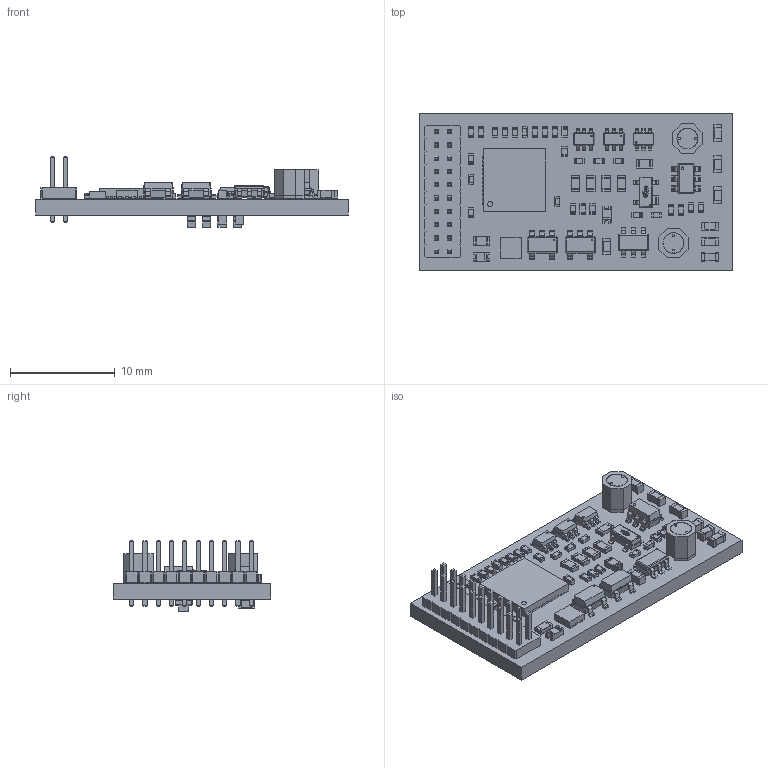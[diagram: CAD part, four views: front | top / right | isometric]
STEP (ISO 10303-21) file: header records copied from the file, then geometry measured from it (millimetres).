
FILE_DESCRIPTION(('KiCad electronic assembly'),'2;1');
FILE_NAME('D99.step','2025-10-19T14:35:01',('Pcbnew'),('Kicad'), 'Open CASCADE STEP processor 7.9','KiCad to STEP converter','Unknown' );
FILE_SCHEMA(('AUTOMOTIVE_DESIGN { 1 0 10303 214 1 1 1 1 }'));
Length unit declared in the file: millimetre
Products named in the file (31): D99 1; C_0402_1005Metric; SOT-363_SC-70-6; R_0402_1005Metric; C_0603_1608Metric; R_0603_1608Metric; SOT-23-6; UQFN-48-1EP_6x6mm_P0.4mm_EP4.45x4.45mm; SOT-23-5; PinHeader_2x10_P1.27mm_Vertical; D_0603_1608Metric; TPS560430YFQDBVRQ1; BODY-SOT; LEAD-SOT; 744025100; BAS3007ARPPE6327HTSA1; BAS70-07E6327; Infineon_Logo_1.4mm-LAPTOP-NQA1DCQ3; TPS2552DRVT; BODY-SON; FRAME-DRV0006B; SOLID; PIN1-ID; LED_0603_1608Metric; D99_PCB
Assembly tree (81 placements, depth 4):
  D99 1
    C_0402_1005Metric  x4
    SOT-363_SC-70-6  x3
    R_0402_1005Metric  x23
    C_0603_1608Metric  x9
    R_0603_1608Metric  x6
    SOT-23-6
    UQFN-48-1EP_6x6mm_P0.4mm_EP4.45x4.45mm
    SOT-23-5  x2
    PinHeader_2x10_P1.27mm_Vertical
    D_0603_1608Metric  x2
    TPS560430YFQDBVRQ1
      BODY-SOT
      LEAD-SOT  x6
    744025100  x2
    BAS3007ARPPE6327HTSA1
      BAS70-07E6327
      Infineon_Logo_1.4mm-LAPTOP-NQA1DCQ3
    TPS2552DRVT
      BODY-SON
      FRAME-DRV0006B
        SOLID
        SOLID
        SOLID
        SOLID
        SOLID
        SOLID
        SOLID
      PIN1-ID
    LED_0603_1608Metric  x4
    D99_PCB
Bounding box: 29.84 x 15.04 x 6.78 mm (x, y, z)
Volume: 855.2 mm3; surface area: 1933 mm2
Topology: 96 solids, 96 shells, 3389 faces, 8763 edges, 5652 vertices
Faces by surface type: plane 2428, cylinder 766, bspline 179, sphere 16
Full cylindrical faces by diameter (mm): 0.5 x1, 0.65 x20
Entity records: 63804 total; most frequent: CARTESIAN_POINT 10728, ORIENTED_EDGE 8968, DIRECTION 8113, EDGE_CURVE 4484, LINE 3687, VECTOR 3687, VERTEX_POINT 2881, AXIS2_PLACEMENT_3D 2213
